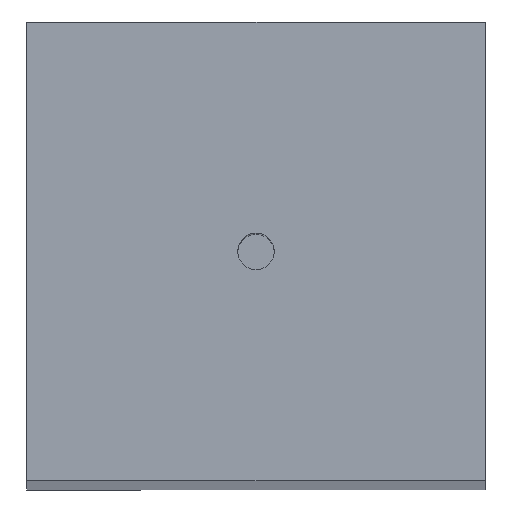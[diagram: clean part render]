
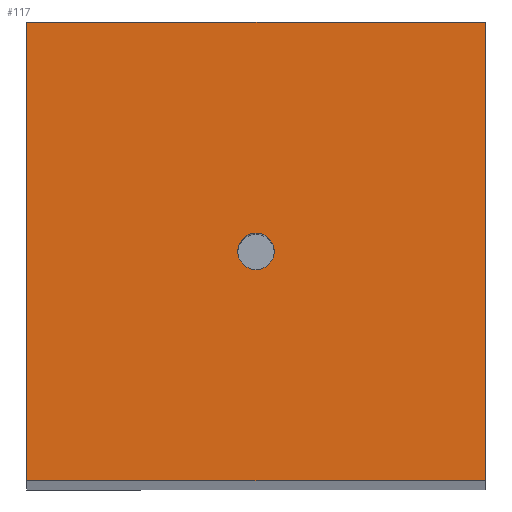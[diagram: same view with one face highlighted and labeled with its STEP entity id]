
A CAD part, top view. The second image highlights one B-rep face of the part: STEP entity #117.
In plain terms, the highlighted planar face has unit normal (0, 0, 1).
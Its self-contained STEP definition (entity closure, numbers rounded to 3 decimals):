
#8 = EDGE_LOOP ( 'NONE', ( #71, #291, #72, #49 ) ) ;
#12 = CARTESIAN_POINT ( 'NONE',  ( 22., 22., 506. ) ) ;
#13 = LINE ( 'NONE', #156, #252 ) ;
#17 = LINE ( 'NONE', #161, #136 ) ;
#21 = EDGE_CURVE ( 'NONE', #68, #78, #170, .T. ) ;
#27 = AXIS2_PLACEMENT_3D ( 'NONE', #131, #177, #132 ) ;
#44 = CARTESIAN_POINT ( 'NONE',  ( 22., 22., 506. ) ) ;
#46 = ORIENTED_EDGE ( 'NONE', *, *, #92, .F. ) ;
#49 = ORIENTED_EDGE ( 'NONE', *, *, #142, .T. ) ;
#63 = DIRECTION ( 'NONE',  ( 0., 1., 0. ) ) ;
#68 = VERTEX_POINT ( 'NONE', #201 ) ;
#71 = ORIENTED_EDGE ( 'NONE', *, *, #21, .T. ) ;
#72 = ORIENTED_EDGE ( 'NONE', *, *, #313, .T. ) ;
#78 = VERTEX_POINT ( 'NONE', #303 ) ;
#86 = CARTESIAN_POINT ( 'NONE',  ( 0., 0., 506. ) ) ;
#89 = CIRCLE ( 'NONE', #199, 1.75 ) ;
#92 = EDGE_CURVE ( 'NONE', #93, #93, #89, .T. ) ;
#93 = VERTEX_POINT ( 'NONE', #283 ) ;
#107 = DIRECTION ( 'NONE',  ( 0., 0., 1. ) ) ;
#110 = PLANE ( 'NONE',  #27 ) ;
#117 = ADVANCED_FACE ( 'NONE', ( #204, #236 ), #110, .F. ) ;
#123 = VERTEX_POINT ( 'NONE', #12 ) ;
#127 = CARTESIAN_POINT ( 'NONE',  ( 22., -22., 506. ) ) ;
#130 = EDGE_LOOP ( 'NONE', ( #46 ) ) ;
#131 = CARTESIAN_POINT ( 'NONE',  ( 0., 0., 506. ) ) ;
#132 = DIRECTION ( 'NONE',  ( -1., 0., 0. ) ) ;
#136 = VECTOR ( 'NONE', #265, 1000. ) ;
#141 = VECTOR ( 'NONE', #63, 1000. ) ;
#142 = EDGE_CURVE ( 'NONE', #123, #68, #13, .T. ) ;
#156 = CARTESIAN_POINT ( 'NONE',  ( 22., 22., 506. ) ) ;
#161 = CARTESIAN_POINT ( 'NONE',  ( 22., -22., 506. ) ) ;
#165 = VECTOR ( 'NONE', #296, 1000. ) ;
#170 = LINE ( 'NONE', #272, #165 ) ;
#177 = DIRECTION ( 'NONE',  ( 0., 0., -1. ) ) ;
#183 = DIRECTION ( 'NONE',  ( 1., 0., 0. ) ) ;
#199 = AXIS2_PLACEMENT_3D ( 'NONE', #86, #107, #183 ) ;
#201 = CARTESIAN_POINT ( 'NONE',  ( -22., 22., 506. ) ) ;
#204 = FACE_BOUND ( 'NONE', #130, .T. ) ;
#220 = VERTEX_POINT ( 'NONE', #127 ) ;
#236 = FACE_OUTER_BOUND ( 'NONE', #8, .T. ) ;
#252 = VECTOR ( 'NONE', #281, 1000. ) ;
#265 = DIRECTION ( 'NONE',  ( 1., 0., 0. ) ) ;
#272 = CARTESIAN_POINT ( 'NONE',  ( -22., 22., 506. ) ) ;
#281 = DIRECTION ( 'NONE',  ( -1., 0., 0. ) ) ;
#283 = CARTESIAN_POINT ( 'NONE',  ( 1.75, 0., 506. ) ) ;
#290 = EDGE_CURVE ( 'NONE', #78, #220, #17, .T. ) ;
#291 = ORIENTED_EDGE ( 'NONE', *, *, #290, .T. ) ;
#296 = DIRECTION ( 'NONE',  ( 0., -1., 0. ) ) ;
#303 = CARTESIAN_POINT ( 'NONE',  ( -22., -22., 506. ) ) ;
#312 = LINE ( 'NONE', #44, #141 ) ;
#313 = EDGE_CURVE ( 'NONE', #220, #123, #312, .T. ) ;
